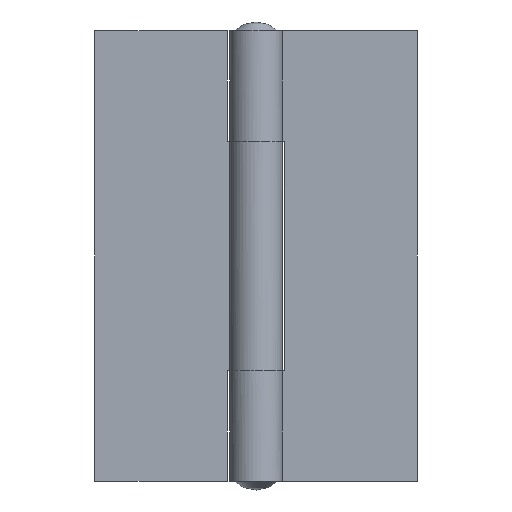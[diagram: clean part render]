
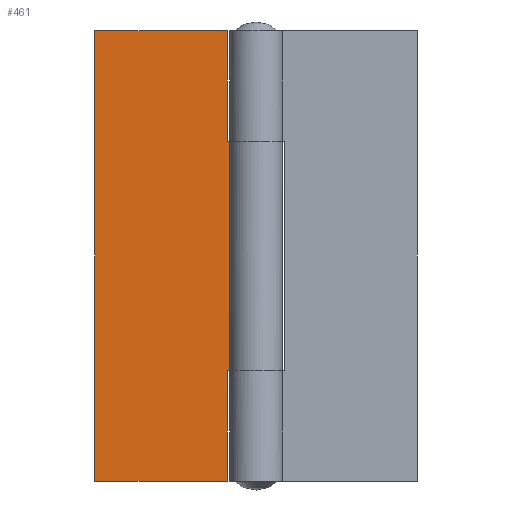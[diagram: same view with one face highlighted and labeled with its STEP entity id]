
A CAD part, front view. The second image highlights one B-rep face of the part: STEP entity #461.
In plain terms, the highlighted free-form (B-spline) face has degree [1, 1] with [2, 2] control points.
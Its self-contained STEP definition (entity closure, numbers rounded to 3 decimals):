
#10=CARTESIAN_POINT('',(-3.25,1.7,38.5));
#11=VERTEX_POINT('',#10);
#26=CARTESIAN_POINT('',(-3.25,1.7,51.));
#27=VERTEX_POINT('',#26);
#33=CARTESIAN_POINT('',(-3.25,1.7,38.5));
#34=CARTESIAN_POINT('',(-3.25,1.7,51.));
#35=QUASI_UNIFORM_CURVE('',1,(#33,#34),.UNSPECIFIED.,.F.,.U.);
#36=EDGE_CURVE('',#11,#27,#35,.T.);
#48=CARTESIAN_POINT('',(0.,1.7,38.5));
#49=VERTEX_POINT('',#48);
#129=CARTESIAN_POINT('',(0.,1.7,38.5));
#130=CARTESIAN_POINT('',(-3.25,1.7,38.5));
#131=QUASI_UNIFORM_CURVE('',1,(#129,#130),.UNSPECIFIED.,.F.,.U.);
#132=EDGE_CURVE('',#49,#11,#131,.T.);
#142=CARTESIAN_POINT('',(-3.25,1.7,0.));
#143=VERTEX_POINT('',#142);
#158=CARTESIAN_POINT('',(-3.25,1.7,12.5));
#159=VERTEX_POINT('',#158);
#165=CARTESIAN_POINT('',(-3.25,1.7,0.));
#166=CARTESIAN_POINT('',(-3.25,1.7,12.5));
#167=QUASI_UNIFORM_CURVE('',1,(#165,#166),.UNSPECIFIED.,.F.,.U.);
#168=EDGE_CURVE('',#143,#159,#167,.T.);
#228=CARTESIAN_POINT('',(0.,1.7,12.5));
#229=VERTEX_POINT('',#228);
#260=CARTESIAN_POINT('',(-3.25,1.7,12.5));
#261=CARTESIAN_POINT('',(0.,1.7,12.5));
#262=QUASI_UNIFORM_CURVE('',1,(#260,#261),.UNSPECIFIED.,.F.,.U.);
#263=EDGE_CURVE('',#159,#229,#262,.T.);
#274=CARTESIAN_POINT('',(-18.25,1.7,0.0));
#275=VERTEX_POINT('',#274);
#276=CARTESIAN_POINT('',(-18.25,1.7,0.0));
#277=CARTESIAN_POINT('',(-3.25,1.7,0.));
#278=QUASI_UNIFORM_CURVE('',1,(#276,#277),.UNSPECIFIED.,.F.,.U.);
#279=EDGE_CURVE('',#275,#143,#278,.T.);
#301=CARTESIAN_POINT('',(-18.25,1.7,51.));
#302=VERTEX_POINT('',#301);
#303=CARTESIAN_POINT('',(-18.25,1.7,51.));
#304=CARTESIAN_POINT('',(-3.25,1.7,51.));
#305=QUASI_UNIFORM_CURVE('',1,(#303,#304),.UNSPECIFIED.,.F.,.U.);
#306=EDGE_CURVE('',#302,#27,#305,.T.);
#330=CARTESIAN_POINT('',(-18.25,1.7,51.));
#331=CARTESIAN_POINT('',(-18.25,1.7,0.0));
#332=QUASI_UNIFORM_CURVE('',1,(#330,#331),.UNSPECIFIED.,.F.,.U.);
#333=EDGE_CURVE('',#302,#275,#332,.T.);
#437=CARTESIAN_POINT('',(0.,1.7,38.5));
#438=CARTESIAN_POINT('',(0.,1.7,12.5));
#439=QUASI_UNIFORM_CURVE('',1,(#437,#438),.UNSPECIFIED.,.F.,.U.);
#440=EDGE_CURVE('',#49,#229,#439,.T.);
#446=CARTESIAN_POINT('',(-19.162,1.7,-2.547));
#447=CARTESIAN_POINT('',(-19.162,1.7,53.547));
#448=CARTESIAN_POINT('',(0.912,1.7,-2.547));
#449=CARTESIAN_POINT('',(0.912,1.7,53.547));
#450=B_SPLINE_SURFACE_WITH_KNOTS('',1,1,((#446,#448),(#447,#449)),.UNSPECIFIED.,.F.,.F.,.U.,(2,2),(2,2),(0.0,56.095),(0.0,20.073),.UNSPECIFIED.);
#451=ORIENTED_EDGE('',*,*,#440,.F.);
#452=ORIENTED_EDGE('',*,*,#132,.T.);
#453=ORIENTED_EDGE('',*,*,#36,.T.);
#454=ORIENTED_EDGE('',*,*,#306,.F.);
#455=ORIENTED_EDGE('',*,*,#333,.T.);
#456=ORIENTED_EDGE('',*,*,#279,.T.);
#457=ORIENTED_EDGE('',*,*,#168,.T.);
#458=ORIENTED_EDGE('',*,*,#263,.T.);
#459=EDGE_LOOP('',(#451,#452,#453,#454,#455,#456,#457,#458));
#460=FACE_OUTER_BOUND('',#459,.T.);
#461=ADVANCED_FACE('',(#460),#450,.F.);
